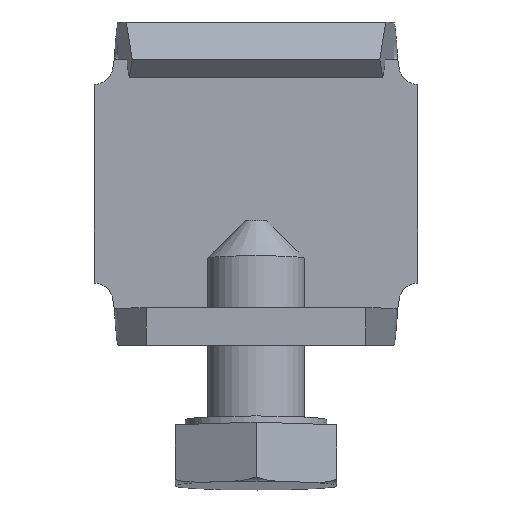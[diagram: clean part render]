
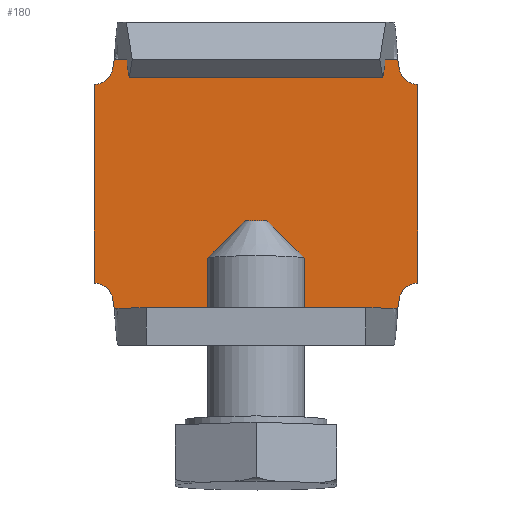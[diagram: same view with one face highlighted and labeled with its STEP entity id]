
A CAD part, top view. The second image highlights one B-rep face of the part: STEP entity #180.
In plain terms, the highlighted planar face has unit normal (0, 0, 1).
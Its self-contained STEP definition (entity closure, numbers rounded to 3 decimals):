
#146=CIRCLE('',#951,1.5);
#147=CIRCLE('',#952,1.5);
#148=CIRCLE('',#953,1.5);
#149=CIRCLE('',#954,1.5);
#180=ADVANCED_FACE('',(#255),#224,.T.);
#224=PLANE('',#955);
#255=FACE_OUTER_BOUND('',#312,.T.);
#312=EDGE_LOOP('',(#466,#467,#468,#469,#470,#471,#472,#473,#474,#475,#476,
#477));
#466=ORIENTED_EDGE('',*,*,#717,.T.);
#467=ORIENTED_EDGE('',*,*,#718,.T.);
#468=ORIENTED_EDGE('',*,*,#719,.T.);
#469=ORIENTED_EDGE('',*,*,#720,.T.);
#470=ORIENTED_EDGE('',*,*,#721,.F.);
#471=ORIENTED_EDGE('',*,*,#722,.T.);
#472=ORIENTED_EDGE('',*,*,#723,.T.);
#473=ORIENTED_EDGE('',*,*,#724,.T.);
#474=ORIENTED_EDGE('',*,*,#725,.T.);
#475=ORIENTED_EDGE('',*,*,#726,.T.);
#476=ORIENTED_EDGE('',*,*,#727,.F.);
#477=ORIENTED_EDGE('',*,*,#728,.T.);
#627=VERTEX_POINT('',#1372);
#628=VERTEX_POINT('',#1373);
#629=VERTEX_POINT('',#1375);
#630=VERTEX_POINT('',#1377);
#631=VERTEX_POINT('',#1379);
#632=VERTEX_POINT('',#1381);
#633=VERTEX_POINT('',#1383);
#634=VERTEX_POINT('',#1385);
#635=VERTEX_POINT('',#1387);
#636=VERTEX_POINT('',#1389);
#637=VERTEX_POINT('',#1391);
#638=VERTEX_POINT('',#1393);
#717=EDGE_CURVE('',#627,#628,#808,.T.);
#718=EDGE_CURVE('',#628,#629,#809,.T.);
#719=EDGE_CURVE('',#629,#630,#810,.T.);
#720=EDGE_CURVE('',#630,#631,#146,.T.);
#721=EDGE_CURVE('',#632,#631,#811,.T.);
#722=EDGE_CURVE('',#632,#633,#147,.T.);
#723=EDGE_CURVE('',#633,#634,#812,.T.);
#724=EDGE_CURVE('',#634,#635,#813,.T.);
#725=EDGE_CURVE('',#635,#636,#814,.T.);
#726=EDGE_CURVE('',#636,#637,#148,.T.);
#727=EDGE_CURVE('',#638,#637,#815,.T.);
#728=EDGE_CURVE('',#638,#627,#149,.T.);
#808=LINE('',#1371,#883);
#809=LINE('',#1374,#884);
#810=LINE('',#1376,#885);
#811=LINE('',#1380,#886);
#812=LINE('',#1384,#887);
#813=LINE('',#1386,#888);
#814=LINE('',#1388,#889);
#815=LINE('',#1392,#890);
#883=VECTOR('',#1101,1.);
#884=VECTOR('',#1102,1.);
#885=VECTOR('',#1103,1.);
#886=VECTOR('',#1106,1.);
#887=VECTOR('',#1109,1.);
#888=VECTOR('',#1110,1.);
#889=VECTOR('',#1111,1.);
#890=VECTOR('',#1114,1.);
#951=AXIS2_PLACEMENT_3D('',#1378,#1104,#1105);
#952=AXIS2_PLACEMENT_3D('',#1382,#1107,#1108);
#953=AXIS2_PLACEMENT_3D('',#1390,#1112,#1113);
#954=AXIS2_PLACEMENT_3D('',#1394,#1115,#1116);
#955=AXIS2_PLACEMENT_3D('',#1395,#1117,#1118);
#1101=DIRECTION('',(-0.158,0.987,0.));
#1102=DIRECTION('',(-1.,0.,0.));
#1103=DIRECTION('',(-0.158,-0.987,0.));
#1104=DIRECTION('',(0.,0.,-1.));
#1105=DIRECTION('',(1.,0.,0.));
#1106=DIRECTION('',(0.,1.,0.));
#1107=DIRECTION('',(0.,0.,-1.));
#1108=DIRECTION('',(1.,0.,0.));
#1109=DIRECTION('',(0.158,-0.987,0.));
#1110=DIRECTION('',(1.,0.,0.));
#1111=DIRECTION('',(0.158,0.987,0.));
#1112=DIRECTION('',(0.,0.,-1.));
#1113=DIRECTION('',(1.,0.,0.));
#1114=DIRECTION('',(0.,-1.,0.));
#1115=DIRECTION('',(0.,0.,-1.));
#1116=DIRECTION('',(1.,0.,0.));
#1117=DIRECTION('',(0.,0.,1.));
#1118=DIRECTION('',(1.,0.,0.));
#1371=CARTESIAN_POINT('',(26.223,26.116,3.));
#1372=CARTESIAN_POINT('',(24.519,36.763,3.));
#1373=CARTESIAN_POINT('',(24.401,37.5,3.));
#1374=CARTESIAN_POINT('',(13.,37.5,3.));
#1375=CARTESIAN_POINT('',(1.599,37.5,3.));
#1376=CARTESIAN_POINT('',(-0.223,26.116,3.));
#1377=CARTESIAN_POINT('',(1.481,36.763,3.));
#1378=CARTESIAN_POINT('',(0.,37.,3.));
#1379=CARTESIAN_POINT('',(0.,35.5,3.));
#1380=CARTESIAN_POINT('',(0.,24.,3.));
#1381=CARTESIAN_POINT('',(0.,19.5,3.));
#1382=CARTESIAN_POINT('',(0.,18.,3.));
#1383=CARTESIAN_POINT('',(1.481,18.237,3.));
#1384=CARTESIAN_POINT('',(0.87,22.059,3.));
#1385=CARTESIAN_POINT('',(1.599,17.5,3.));
#1386=CARTESIAN_POINT('',(13.,17.5,3.));
#1387=CARTESIAN_POINT('',(24.401,17.5,3.));
#1388=CARTESIAN_POINT('',(25.13,22.059,3.));
#1389=CARTESIAN_POINT('',(24.519,18.237,3.));
#1390=CARTESIAN_POINT('',(26.,18.,3.));
#1391=CARTESIAN_POINT('',(26.,19.5,3.));
#1392=CARTESIAN_POINT('',(26.,24.,3.));
#1393=CARTESIAN_POINT('',(26.,35.5,3.));
#1394=CARTESIAN_POINT('',(26.,37.,3.));
#1395=CARTESIAN_POINT('',(13.,24.,3.));
